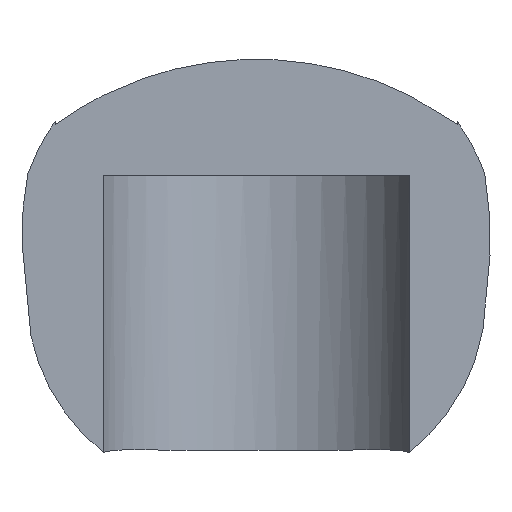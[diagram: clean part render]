
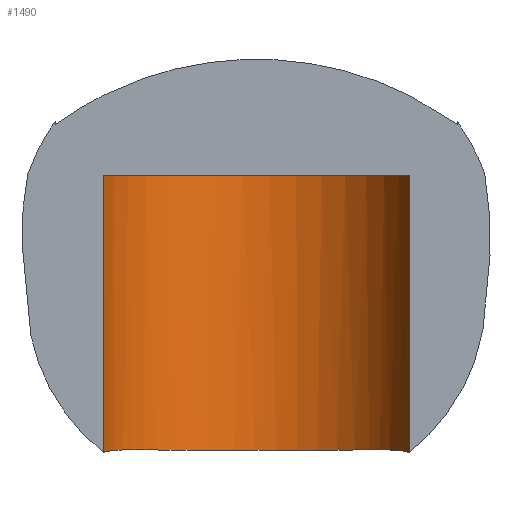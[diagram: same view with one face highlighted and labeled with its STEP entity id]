
A CAD part, front view. The second image highlights one B-rep face of the part: STEP entity #1490.
In plain terms, the highlighted cylindrical face has radius 4 mm (diameter 8 mm), a partial arc.
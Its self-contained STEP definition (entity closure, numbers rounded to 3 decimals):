
#99 = CARTESIAN_POINT ( 'NONE',  ( 3.622, 13.697, -6.848 ) ) ;
#140 = CARTESIAN_POINT ( 'NONE',  ( 3.452, 14.06, -6.825 ) ) ;
#171 = VERTEX_POINT ( 'NONE', #1015 ) ;
#273 = CARTESIAN_POINT ( 'NONE',  ( 3.233, 14.389, -6.82 ) ) ;
#281 = CARTESIAN_POINT ( 'NONE',  ( 2.83, 14.834, -6.821 ) ) ;
#291 = CARTESIAN_POINT ( 'NONE',  ( 2.685, 14.972, -6.823 ) ) ;
#309 = CARTESIAN_POINT ( 'NONE',  ( 2.378, 15.223, -6.826 ) ) ;
#316 = CARTESIAN_POINT ( 'NONE',  ( 2.215, 15.336, -6.828 ) ) ;
#321 = ORIENTED_EDGE ( 'NONE', *, *, #323, .F. ) ;
#323 = EDGE_CURVE ( 'NONE', #477, #1574, #1640, .T. ) ;
#324 = CARTESIAN_POINT ( 'NONE',  ( 1.873, 15.54, -6.831 ) ) ;
#328 = CARTESIAN_POINT ( 'NONE',  ( 1.693, 15.63, -6.832 ) ) ;
#334 = CARTESIAN_POINT ( 'NONE',  ( 1.325, 15.779, -6.834 ) ) ;
#343 = ORIENTED_EDGE ( 'NONE', *, *, #745, .F. ) ;
#346 = CARTESIAN_POINT ( 'NONE',  ( 1.136, 15.84, -6.834 ) ) ;
#413 = EDGE_LOOP ( 'NONE', ( #1656, #726, #2287, #321, #343 ) ) ;
#442 = CARTESIAN_POINT ( 'NONE',  ( 0.751, 15.934, -6.835 ) ) ;
#458 = CARTESIAN_POINT ( 'NONE',  ( 0.552, 15.967, -6.835 ) ) ;
#472 = CARTESIAN_POINT ( 'NONE',  ( 0.155, 16.002, -6.836 ) ) ;
#477 = VERTEX_POINT ( 'NONE', #1717 ) ;
#483 = CARTESIAN_POINT ( 'NONE',  ( -0.043, 16.005, -6.836 ) ) ;
#491 = CARTESIAN_POINT ( 'NONE',  ( -0.636, 15.969, -6.837 ) ) ;
#500 = CARTESIAN_POINT ( 'NONE',  ( -1.033, 15.884, -6.837 ) ) ;
#507 = CARTESIAN_POINT ( 'NONE',  ( -1.589, 15.676, -6.835 ) ) ;
#511 = AXIS2_PLACEMENT_3D ( 'NONE', #2098, #1402, #819 ) ;
#512 = CARTESIAN_POINT ( 'NONE',  ( -1.769, 15.593, -6.834 ) ) ;
#518 = CARTESIAN_POINT ( 'NONE',  ( -2.118, 15.399, -6.83 ) ) ;
#526 = CARTESIAN_POINT ( 'NONE',  ( -2.286, 15.288, -6.828 ) ) ;
#533 = CARTESIAN_POINT ( 'NONE',  ( -2.6, 15.046, -6.824 ) ) ;
#562 = CARTESIAN_POINT ( 'NONE',  ( 0., 12., -1.5 ) ) ;
#578 = DIRECTION ( 'NONE',  ( 1., 0., 0. ) ) ;
#632 = CARTESIAN_POINT ( 'NONE',  ( -2.747, 14.914, -6.822 ) ) ;
#633 = CARTESIAN_POINT ( 'NONE',  ( 3.8, 13.25, -6.887 ) ) ;
#640 = AXIS2_PLACEMENT_3D ( 'NONE', #562, #732, #578 ) ;
#642 = CARTESIAN_POINT ( 'NONE',  ( -3.023, 14.627, -6.82 ) ) ;
#653 = CARTESIAN_POINT ( 'NONE',  ( -3.151, 14.471, -6.82 ) ) ;
#660 = CARTESIAN_POINT ( 'NONE',  ( -3.381, 14.147, -6.825 ) ) ;
#669 = CARTESIAN_POINT ( 'NONE',  ( -3.483, 13.978, -6.831 ) ) ;
#679 = CARTESIAN_POINT ( 'NONE',  ( -3.661, 13.624, -6.85 ) ) ;
#684 = CARTESIAN_POINT ( 'NONE',  ( -3.738, 13.439, -6.864 ) ) ;
#692 = CARTESIAN_POINT ( 'NONE',  ( -3.8, 13.25, -6.884 ) ) ;
#726 = ORIENTED_EDGE ( 'NONE', *, *, #1599, .F. ) ;
#732 = DIRECTION ( 'NONE',  ( 0., 0., 1. ) ) ;
#745 = EDGE_CURVE ( 'NONE', #2236, #477, #2379, .T. ) ;
#792 = LINE ( 'NONE', #955, #1473 ) ;
#819 = DIRECTION ( 'NONE',  ( -1., 0., 0. ) ) ;
#821 = CARTESIAN_POINT ( 'NONE',  ( -3.8, 13.25, 0. ) ) ;
#829 = CARTESIAN_POINT ( 'NONE',  ( 3.622, 13.697, -6.848 ) ) ;
#917 = CYLINDRICAL_SURFACE ( 'NONE', #640, 4. ) ;
#942 = CARTESIAN_POINT ( 'NONE',  ( -3.8, 13.25, -1.5 ) ) ;
#955 = CARTESIAN_POINT ( 'NONE',  ( 3.8, 13.25, -1.5 ) ) ;
#975 = VERTEX_POINT ( 'NONE', #1647 ) ;
#1002 = B_SPLINE_CURVE_WITH_KNOTS ( 'NONE', 3,
 ( #633, #1765, #1942, #829 ),
 .UNSPECIFIED., .F., .F.,
 ( 4, 4 ),
 ( 0.001, 0.001 ),
 .UNSPECIFIED. ) ;
#1013 = CIRCLE ( 'NONE', #511, 4. ) ;
#1015 = CARTESIAN_POINT ( 'NONE',  ( 3.8, 13.25, 0. ) ) ;
#1085 = DIRECTION ( 'NONE',  ( 0., 0., 1. ) ) ;
#1253 = FACE_OUTER_BOUND ( 'NONE', #413, .T. ) ;
#1402 = DIRECTION ( 'NONE',  ( 0., 0., -1. ) ) ;
#1473 = VECTOR ( 'NONE', #2205, 1000. ) ;
#1490 = ADVANCED_FACE ( 'NONE', ( #1253 ), #917, .F. ) ;
#1568 = EDGE_CURVE ( 'NONE', #1574, #171, #1013, .T. ) ;
#1574 = VERTEX_POINT ( 'NONE', #821 ) ;
#1599 = EDGE_CURVE ( 'NONE', #171, #975, #792, .T. ) ;
#1640 = LINE ( 'NONE', #942, #1850 ) ;
#1647 = CARTESIAN_POINT ( 'NONE',  ( 3.8, 13.25, -6.887 ) ) ;
#1656 = ORIENTED_EDGE ( 'NONE', *, *, #1990, .F. ) ;
#1717 = CARTESIAN_POINT ( 'NONE',  ( -3.8, 13.25, -6.884 ) ) ;
#1765 = CARTESIAN_POINT ( 'NONE',  ( 3.75, 13.401, -6.871 ) ) ;
#1805 = CARTESIAN_POINT ( 'NONE',  ( 3.622, 13.697, -6.848 ) ) ;
#1850 = VECTOR ( 'NONE', #1085, 1000. ) ;
#1942 = CARTESIAN_POINT ( 'NONE',  ( 3.69, 13.551, -6.858 ) ) ;
#1990 = EDGE_CURVE ( 'NONE', #975, #2236, #1002, .T. ) ;
#2098 = CARTESIAN_POINT ( 'NONE',  ( 0., 12., 0. ) ) ;
#2205 = DIRECTION ( 'NONE',  ( 0., 0., -1. ) ) ;
#2236 = VERTEX_POINT ( 'NONE', #1805 ) ;
#2287 = ORIENTED_EDGE ( 'NONE', *, *, #1568, .F. ) ;
#2379 = B_SPLINE_CURVE_WITH_KNOTS ( 'NONE', 3,
 ( #99, #140, #273, #281, #291, #309, #316, #324, #328, #334, #346, #442, #458, #472, #483, #491, #500, #507, #512, #518, #526, #533, #632, #642, #653, #660, #669, #679, #684, #692 ),
 .UNSPECIFIED., .F., .F.,
 ( 4, 2, 2, 2, 2, 2, 2, 2, 2, 2, 2, 2, 2, 2, 4 ),
 ( 0., 0.001, 0.002, 0.002, 0.003, 0.004, 0.004, 0.005, 0.006, 0.007, 0.007, 0.008, 0.008, 0.009, 0.01 ),
 .UNSPECIFIED. ) ;
